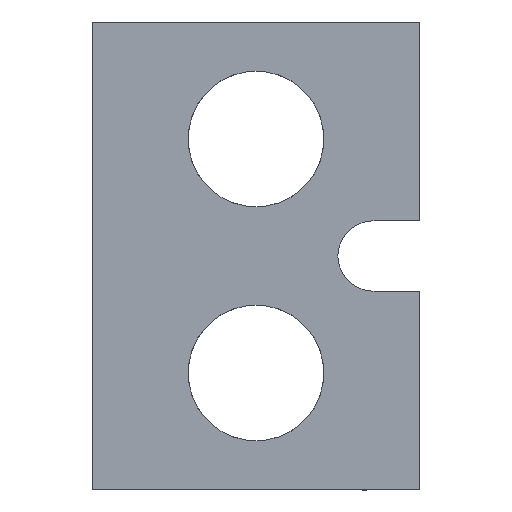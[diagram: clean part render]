
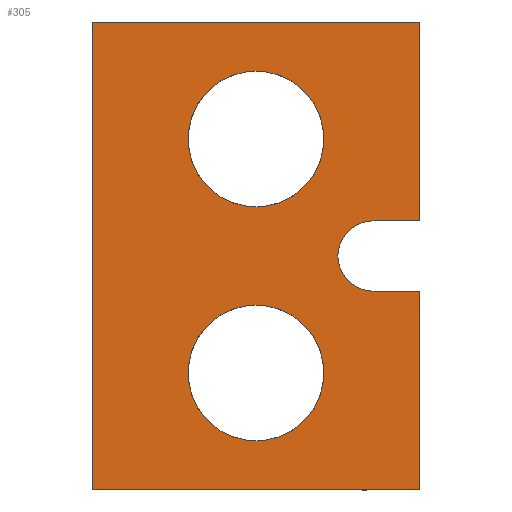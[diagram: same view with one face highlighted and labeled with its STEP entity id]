
A CAD part, left-side view. The second image highlights one B-rep face of the part: STEP entity #305.
In plain terms, the highlighted planar face has unit normal (-1, 0, 0).
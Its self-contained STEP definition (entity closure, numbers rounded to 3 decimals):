
#1 = DIRECTION ( 'NONE',  ( -1., 0., 0. ) ) ;
#3 = VECTOR ( 'NONE', #344, 1000. ) ;
#4 = VECTOR ( 'NONE', #567, 1000. ) ;
#29 = EDGE_CURVE ( 'NONE', #32, #577, #61, .T. ) ;
#31 = EDGE_LOOP ( 'NONE', ( #351, #480 ) ) ;
#32 = VERTEX_POINT ( 'NONE', #466 ) ;
#35 = CARTESIAN_POINT ( 'NONE',  ( 0., 7., -1.5 ) ) ;
#39 = ORIENTED_EDGE ( 'NONE', *, *, #29, .F. ) ;
#42 = CIRCLE ( 'NONE', #490, 2.9 ) ;
#61 = LINE ( 'NONE', #364, #249 ) ;
#67 = EDGE_CURVE ( 'NONE', #425, #90, #579, .T. ) ;
#72 = ORIENTED_EDGE ( 'NONE', *, *, #268, .T. ) ;
#73 = CIRCLE ( 'NONE', #172, 2.9 ) ;
#76 = CARTESIAN_POINT ( 'NONE',  ( 0., 0., -2.1 ) ) ;
#79 = CARTESIAN_POINT ( 'NONE',  ( 0., -7., 10. ) ) ;
#87 = VERTEX_POINT ( 'NONE', #234 ) ;
#90 = VERTEX_POINT ( 'NONE', #584 ) ;
#96 = CARTESIAN_POINT ( 'NONE',  ( 0., -7., 10. ) ) ;
#97 = DIRECTION ( 'NONE',  ( 0., 0., -1. ) ) ;
#98 = DIRECTION ( 'NONE',  ( 0., 0., 1. ) ) ;
#100 = LINE ( 'NONE', #294, #171 ) ;
#114 = FACE_BOUND ( 'NONE', #412, .T. ) ;
#123 = ORIENTED_EDGE ( 'NONE', *, *, #603, .F. ) ;
#124 = EDGE_CURVE ( 'NONE', #32, #582, #393, .T. ) ;
#130 = ORIENTED_EDGE ( 'NONE', *, *, #285, .F. ) ;
#139 = CARTESIAN_POINT ( 'NONE',  ( 0., 7., 10. ) ) ;
#140 = CARTESIAN_POINT ( 'NONE',  ( 0., -7., -10. ) ) ;
#143 = DIRECTION ( 'NONE',  ( 0., 0., 1. ) ) ;
#144 = CARTESIAN_POINT ( 'NONE',  ( 0., 0., 5. ) ) ;
#149 = EDGE_CURVE ( 'NONE', #87, #322, #73, .T. ) ;
#151 = DIRECTION ( 'NONE',  ( 1., 0., 0. ) ) ;
#154 = DIRECTION ( 'NONE',  ( 0., -1., 0. ) ) ;
#169 = FACE_BOUND ( 'NONE', #31, .T. ) ;
#171 = VECTOR ( 'NONE', #517, 1000. ) ;
#172 = AXIS2_PLACEMENT_3D ( 'NONE', #597, #535, #143 ) ;
#178 = EDGE_CURVE ( 'NONE', #536, #611, #320, .T. ) ;
#189 = CARTESIAN_POINT ( 'NONE',  ( 0., 7., -10. ) ) ;
#191 = DIRECTION ( 'NONE',  ( -1., 0., 0. ) ) ;
#193 = DIRECTION ( 'NONE',  ( 0., 0., 1. ) ) ;
#204 = AXIS2_PLACEMENT_3D ( 'NONE', #144, #478, #98 ) ;
#219 = AXIS2_PLACEMENT_3D ( 'NONE', #534, #191, #625 ) ;
#234 = CARTESIAN_POINT ( 'NONE',  ( 0., 0., 7.9 ) ) ;
#249 = VECTOR ( 'NONE', #154, 1000. ) ;
#255 = CARTESIAN_POINT ( 'NONE',  ( 0., 0., -7.9 ) ) ;
#268 = EDGE_CURVE ( 'NONE', #624, #333, #518, .T. ) ;
#281 = ORIENTED_EDGE ( 'NONE', *, *, #596, .T. ) ;
#285 = EDGE_CURVE ( 'NONE', #577, #333, #315, .T. ) ;
#287 = CARTESIAN_POINT ( 'NONE',  ( 0., 0., -5. ) ) ;
#292 = DIRECTION ( 'NONE',  ( 0., 0., 1. ) ) ;
#294 = CARTESIAN_POINT ( 'NONE',  ( 0., -7., 10. ) ) ;
#304 = EDGE_LOOP ( 'NONE', ( #123, #519, #416, #72, #130, #39, #404, #281 ) ) ;
#305 = ADVANCED_FACE ( 'NONE', ( #169, #114, #363 ), #406, .F. ) ;
#311 = DIRECTION ( 'NONE',  ( 0., 1., 0. ) ) ;
#315 = LINE ( 'NONE', #79, #331 ) ;
#320 = CIRCLE ( 'NONE', #434, 2.9 ) ;
#322 = VERTEX_POINT ( 'NONE', #606 ) ;
#331 = VECTOR ( 'NONE', #513, 1000. ) ;
#333 = VERTEX_POINT ( 'NONE', #589 ) ;
#335 = DIRECTION ( 'NONE',  ( -1., 0., 0. ) ) ;
#344 = DIRECTION ( 'NONE',  ( 0., -1., 0. ) ) ;
#351 = ORIENTED_EDGE ( 'NONE', *, *, #405, .F. ) ;
#363 = FACE_OUTER_BOUND ( 'NONE', #304, .T. ) ;
#364 = CARTESIAN_POINT ( 'NONE',  ( 0., 7., 10. ) ) ;
#365 = CARTESIAN_POINT ( 'NONE',  ( 0., 7., 1.5 ) ) ;
#368 = CIRCLE ( 'NONE', #204, 2.9 ) ;
#392 = ORIENTED_EDGE ( 'NONE', *, *, #453, .F. ) ;
#393 = LINE ( 'NONE', #139, #459 ) ;
#402 = VERTEX_POINT ( 'NONE', #140 ) ;
#404 = ORIENTED_EDGE ( 'NONE', *, *, #124, .T. ) ;
#405 = EDGE_CURVE ( 'NONE', #611, #536, #42, .T. ) ;
#406 = PLANE ( 'NONE',  #422 ) ;
#412 = EDGE_LOOP ( 'NONE', ( #580, #392 ) ) ;
#414 = EDGE_CURVE ( 'NONE', #624, #90, #574, .T. ) ;
#416 = ORIENTED_EDGE ( 'NONE', *, *, #414, .F. ) ;
#418 = CARTESIAN_POINT ( 'NONE',  ( 0., -5., 1.5 ) ) ;
#422 = AXIS2_PLACEMENT_3D ( 'NONE', #564, #151, #311 ) ;
#425 = VERTEX_POINT ( 'NONE', #542 ) ;
#427 = DIRECTION ( 'NONE',  ( 0., 1., 0. ) ) ;
#434 = AXIS2_PLACEMENT_3D ( 'NONE', #287, #1, #193 ) ;
#439 = CARTESIAN_POINT ( 'NONE',  ( 0., 7., -10. ) ) ;
#453 = EDGE_CURVE ( 'NONE', #322, #87, #368, .T. ) ;
#459 = VECTOR ( 'NONE', #97, 1000. ) ;
#466 = CARTESIAN_POINT ( 'NONE',  ( 0., 7., 10. ) ) ;
#478 = DIRECTION ( 'NONE',  ( -1., 0., 0. ) ) ;
#480 = ORIENTED_EDGE ( 'NONE', *, *, #178, .F. ) ;
#482 = CARTESIAN_POINT ( 'NONE',  ( 0., 0., -5. ) ) ;
#490 = AXIS2_PLACEMENT_3D ( 'NONE', #482, #335, #292 ) ;
#513 = DIRECTION ( 'NONE',  ( 0., 0., -1. ) ) ;
#517 = DIRECTION ( 'NONE',  ( 0., 0., -1. ) ) ;
#518 = LINE ( 'NONE', #365, #4 ) ;
#519 = ORIENTED_EDGE ( 'NONE', *, *, #67, .T. ) ;
#534 = CARTESIAN_POINT ( 'NONE',  ( 0., -5., 0. ) ) ;
#535 = DIRECTION ( 'NONE',  ( -1., 0., 0. ) ) ;
#536 = VERTEX_POINT ( 'NONE', #255 ) ;
#542 = CARTESIAN_POINT ( 'NONE',  ( 0., -7., -1.5 ) ) ;
#564 = CARTESIAN_POINT ( 'NONE',  ( 0., 7., 10. ) ) ;
#567 = DIRECTION ( 'NONE',  ( 0., -1., 0. ) ) ;
#574 = CIRCLE ( 'NONE', #219, 1.5 ) ;
#577 = VERTEX_POINT ( 'NONE', #96 ) ;
#579 = LINE ( 'NONE', #35, #626 ) ;
#580 = ORIENTED_EDGE ( 'NONE', *, *, #149, .F. ) ;
#582 = VERTEX_POINT ( 'NONE', #439 ) ;
#584 = CARTESIAN_POINT ( 'NONE',  ( 0., -5., -1.5 ) ) ;
#589 = CARTESIAN_POINT ( 'NONE',  ( 0., -7., 1.5 ) ) ;
#596 = EDGE_CURVE ( 'NONE', #582, #402, #631, .T. ) ;
#597 = CARTESIAN_POINT ( 'NONE',  ( 0., 0., 5. ) ) ;
#603 = EDGE_CURVE ( 'NONE', #425, #402, #100, .T. ) ;
#606 = CARTESIAN_POINT ( 'NONE',  ( 0., 0., 2.1 ) ) ;
#611 = VERTEX_POINT ( 'NONE', #76 ) ;
#624 = VERTEX_POINT ( 'NONE', #418 ) ;
#625 = DIRECTION ( 'NONE',  ( 0., -1., 0. ) ) ;
#626 = VECTOR ( 'NONE', #427, 1000. ) ;
#631 = LINE ( 'NONE', #189, #3 ) ;
